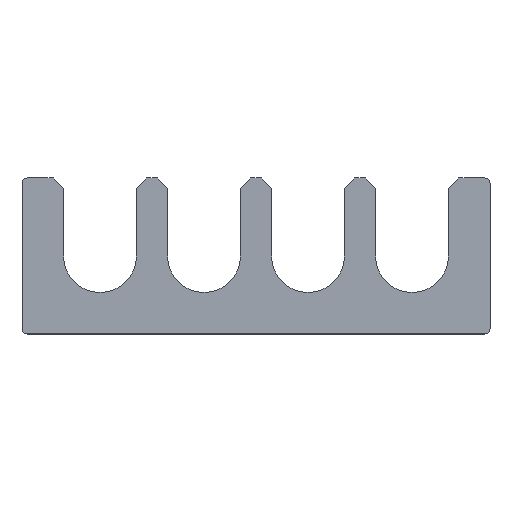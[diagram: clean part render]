
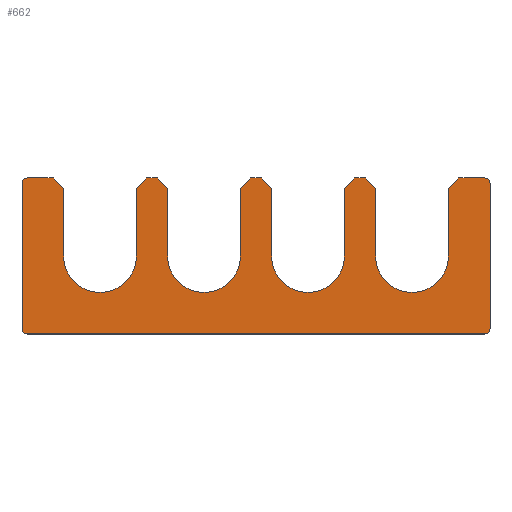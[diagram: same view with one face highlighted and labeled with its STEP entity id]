
A CAD part, top view. The second image highlights one B-rep face of the part: STEP entity #662.
In plain terms, the highlighted planar face has unit normal (0, 0, 1).
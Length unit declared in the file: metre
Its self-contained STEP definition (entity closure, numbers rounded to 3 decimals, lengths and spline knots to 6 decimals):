
#13=CIRCLE('',#695,0.0035);
#15=CIRCLE('',#701,0.0035);
#17=CIRCLE('',#707,0.0035);
#19=CIRCLE('',#713,0.0035);
#20=CIRCLE('',#718,0.0005);
#21=CIRCLE('',#719,0.0005);
#22=CIRCLE('',#720,0.0005);
#23=CIRCLE('',#721,0.0005);
#116=ORIENTED_EDGE('',*,*,#298,.F.);
#117=ORIENTED_EDGE('',*,*,#300,.T.);
#118=ORIENTED_EDGE('',*,*,#228,.F.);
#119=ORIENTED_EDGE('',*,*,#301,.T.);
#120=ORIENTED_EDGE('',*,*,#234,.T.);
#121=ORIENTED_EDGE('',*,*,#302,.T.);
#122=ORIENTED_EDGE('',*,*,#236,.T.);
#123=ORIENTED_EDGE('',*,*,#303,.T.);
#124=ORIENTED_EDGE('',*,*,#240,.F.);
#125=ORIENTED_EDGE('',*,*,#246,.T.);
#126=ORIENTED_EDGE('',*,*,#249,.T.);
#127=ORIENTED_EDGE('',*,*,#304,.T.);
#128=ORIENTED_EDGE('',*,*,#250,.F.);
#129=ORIENTED_EDGE('',*,*,#305,.T.);
#130=ORIENTED_EDGE('',*,*,#254,.F.);
#131=ORIENTED_EDGE('',*,*,#260,.T.);
#132=ORIENTED_EDGE('',*,*,#263,.T.);
#133=ORIENTED_EDGE('',*,*,#306,.T.);
#134=ORIENTED_EDGE('',*,*,#264,.T.);
#135=ORIENTED_EDGE('',*,*,#307,.T.);
#136=ORIENTED_EDGE('',*,*,#268,.F.);
#137=ORIENTED_EDGE('',*,*,#274,.F.);
#138=ORIENTED_EDGE('',*,*,#277,.T.);
#139=ORIENTED_EDGE('',*,*,#308,.T.);
#140=ORIENTED_EDGE('',*,*,#278,.T.);
#141=ORIENTED_EDGE('',*,*,#309,.T.);
#142=ORIENTED_EDGE('',*,*,#282,.F.);
#143=ORIENTED_EDGE('',*,*,#288,.F.);
#144=ORIENTED_EDGE('',*,*,#291,.T.);
#145=ORIENTED_EDGE('',*,*,#310,.T.);
#146=ORIENTED_EDGE('',*,*,#294,.T.);
#147=ORIENTED_EDGE('',*,*,#311,.T.);
#228=EDGE_CURVE('',#324,#325,#388,.T.);
#234=EDGE_CURVE('',#331,#330,#394,.T.);
#236=EDGE_CURVE('',#332,#333,#396,.T.);
#240=EDGE_CURVE('',#336,#337,#400,.T.);
#246=EDGE_CURVE('',#336,#341,#13,.T.);
#249=EDGE_CURVE('',#341,#343,#407,.T.);
#250=EDGE_CURVE('',#344,#345,#408,.T.);
#254=EDGE_CURVE('',#348,#349,#412,.T.);
#260=EDGE_CURVE('',#348,#353,#15,.T.);
#263=EDGE_CURVE('',#353,#355,#419,.T.);
#264=EDGE_CURVE('',#356,#357,#420,.T.);
#268=EDGE_CURVE('',#360,#361,#424,.T.);
#274=EDGE_CURVE('',#365,#360,#17,.T.);
#277=EDGE_CURVE('',#365,#367,#431,.T.);
#278=EDGE_CURVE('',#368,#369,#432,.T.);
#282=EDGE_CURVE('',#372,#373,#436,.T.);
#288=EDGE_CURVE('',#377,#372,#19,.T.);
#291=EDGE_CURVE('',#377,#379,#443,.T.);
#294=EDGE_CURVE('',#383,#382,#446,.T.);
#298=EDGE_CURVE('',#386,#387,#450,.T.);
#300=EDGE_CURVE('',#386,#325,#20,.T.);
#301=EDGE_CURVE('',#324,#331,#21,.T.);
#302=EDGE_CURVE('',#330,#332,#22,.T.);
#303=EDGE_CURVE('',#333,#337,#452,.T.);
#304=EDGE_CURVE('',#343,#345,#453,.T.);
#305=EDGE_CURVE('',#344,#349,#454,.F.);
#306=EDGE_CURVE('',#355,#356,#455,.F.);
#307=EDGE_CURVE('',#357,#361,#456,.T.);
#308=EDGE_CURVE('',#367,#368,#457,.F.);
#309=EDGE_CURVE('',#369,#373,#458,.T.);
#310=EDGE_CURVE('',#379,#383,#459,.F.);
#311=EDGE_CURVE('',#382,#387,#23,.T.);
#324=VERTEX_POINT('',#924);
#325=VERTEX_POINT('',#925);
#330=VERTEX_POINT('',#936);
#331=VERTEX_POINT('',#938);
#332=VERTEX_POINT('',#942);
#333=VERTEX_POINT('',#943);
#336=VERTEX_POINT('',#951);
#337=VERTEX_POINT('',#952);
#341=VERTEX_POINT('',#962);
#343=VERTEX_POINT('',#968);
#344=VERTEX_POINT('',#972);
#345=VERTEX_POINT('',#973);
#348=VERTEX_POINT('',#981);
#349=VERTEX_POINT('',#982);
#353=VERTEX_POINT('',#992);
#355=VERTEX_POINT('',#998);
#356=VERTEX_POINT('',#1002);
#357=VERTEX_POINT('',#1003);
#360=VERTEX_POINT('',#1011);
#361=VERTEX_POINT('',#1012);
#365=VERTEX_POINT('',#1022);
#367=VERTEX_POINT('',#1028);
#368=VERTEX_POINT('',#1032);
#369=VERTEX_POINT('',#1033);
#372=VERTEX_POINT('',#1041);
#373=VERTEX_POINT('',#1042);
#377=VERTEX_POINT('',#1052);
#379=VERTEX_POINT('',#1058);
#382=VERTEX_POINT('',#1065);
#383=VERTEX_POINT('',#1067);
#386=VERTEX_POINT('',#1074);
#387=VERTEX_POINT('',#1076);
#388=LINE('',#923,#468);
#394=LINE('',#937,#474);
#396=LINE('',#941,#476);
#400=LINE('',#950,#480);
#407=LINE('',#969,#487);
#408=LINE('',#971,#488);
#412=LINE('',#980,#492);
#419=LINE('',#999,#499);
#420=LINE('',#1001,#500);
#424=LINE('',#1010,#504);
#431=LINE('',#1029,#511);
#432=LINE('',#1031,#512);
#436=LINE('',#1040,#516);
#443=LINE('',#1059,#523);
#446=LINE('',#1066,#526);
#450=LINE('',#1075,#530);
#452=LINE('',#1082,#532);
#453=LINE('',#1083,#533);
#454=LINE('',#1084,#534);
#455=LINE('',#1085,#535);
#456=LINE('',#1086,#536);
#457=LINE('',#1087,#537);
#458=LINE('',#1088,#538);
#459=LINE('',#1089,#539);
#468=VECTOR('',#743,1.);
#474=VECTOR('',#751,1.);
#476=VECTOR('',#755,1.);
#480=VECTOR('',#761,1.);
#487=VECTOR('',#776,1.);
#488=VECTOR('',#779,1.);
#492=VECTOR('',#785,1.);
#499=VECTOR('',#800,1.);
#500=VECTOR('',#803,1.);
#504=VECTOR('',#809,1.);
#511=VECTOR('',#824,1.);
#512=VECTOR('',#827,1.);
#516=VECTOR('',#833,1.);
#523=VECTOR('',#848,1.);
#526=VECTOR('',#853,1.);
#530=VECTOR('',#859,1.);
#532=VECTOR('',#869,1.);
#533=VECTOR('',#870,1.);
#534=VECTOR('',#871,1.);
#535=VECTOR('',#872,1.);
#536=VECTOR('',#873,1.);
#537=VECTOR('',#874,1.);
#538=VECTOR('',#875,1.);
#539=VECTOR('',#876,1.);
#568=EDGE_LOOP('',(#116,#117,#118,#119,#120,#121,#122,#123,#124,#125,#126,
#127,#128,#129,#130,#131,#132,#133,#134,#135,#136,#137,#138,#139,#140,#141,
#142,#143,#144,#145,#146,#147));
#602=FACE_BOUND('',#568,.T.);
#632=PLANE('',#717);
#662=ADVANCED_FACE('',(#602),#632,.T.);
#695=AXIS2_PLACEMENT_3D('',#963,#770,#771);
#701=AXIS2_PLACEMENT_3D('',#993,#794,#795);
#707=AXIS2_PLACEMENT_3D('',#1023,#818,#819);
#713=AXIS2_PLACEMENT_3D('',#1053,#842,#843);
#717=AXIS2_PLACEMENT_3D('',#1078,#861,#862);
#718=AXIS2_PLACEMENT_3D('',#1079,#863,#864);
#719=AXIS2_PLACEMENT_3D('',#1080,#865,#866);
#720=AXIS2_PLACEMENT_3D('',#1081,#867,#868);
#721=AXIS2_PLACEMENT_3D('',#1090,#877,#878);
#743=DIRECTION('',(-1.,0.,0.));
#751=DIRECTION('',(0.,1.,0.));
#755=DIRECTION('',(-1.,0.,0.));
#761=DIRECTION('',(0.,1.,0.));
#770=DIRECTION('',(0.,0.,-1.));
#771=DIRECTION('',(1.,0.,0.));
#776=DIRECTION('',(0.,1.,0.));
#779=DIRECTION('',(1.,0.,0.));
#785=DIRECTION('',(0.,1.,0.));
#794=DIRECTION('',(0.,0.,-1.));
#795=DIRECTION('',(1.,0.,0.));
#800=DIRECTION('',(0.,1.,0.));
#803=DIRECTION('',(-1.,0.,0.));
#809=DIRECTION('',(0.,1.,0.));
#818=DIRECTION('',(0.,0.,1.));
#819=DIRECTION('',(1.,0.,0.));
#824=DIRECTION('',(0.,1.,0.));
#827=DIRECTION('',(-1.,0.,0.));
#833=DIRECTION('',(0.,1.,0.));
#842=DIRECTION('',(0.,0.,1.));
#843=DIRECTION('',(1.,0.,0.));
#848=DIRECTION('',(0.,1.,0.));
#853=DIRECTION('',(-1.,0.,0.));
#859=DIRECTION('',(0.,1.,0.));
#861=DIRECTION('',(0.,0.,1.));
#862=DIRECTION('',(1.,0.,0.));
#863=DIRECTION('',(0.,0.,1.));
#864=DIRECTION('',(1.,0.,0.));
#865=DIRECTION('',(0.,0.,1.));
#866=DIRECTION('',(1.,0.,0.));
#867=DIRECTION('',(0.,0.,1.));
#868=DIRECTION('',(1.,0.,0.));
#869=DIRECTION('',(-0.707,-0.707,0.));
#870=DIRECTION('',(-0.707,0.707,0.));
#871=DIRECTION('',(0.707,0.707,0.));
#872=DIRECTION('',(0.707,-0.707,0.));
#873=DIRECTION('',(-0.707,-0.707,0.));
#874=DIRECTION('',(0.707,-0.707,0.));
#875=DIRECTION('',(-0.707,-0.707,0.));
#876=DIRECTION('',(0.707,-0.707,0.));
#877=DIRECTION('',(0.,0.,1.));
#878=DIRECTION('',(1.,0.,0.));
#923=CARTESIAN_POINT('',(0.,-0.0075,0.00025));
#924=CARTESIAN_POINT('',(0.022,-0.0075,0.00025));
#925=CARTESIAN_POINT('',(-0.022,-0.0075,0.00025));
#936=CARTESIAN_POINT('',(0.0225,0.007,0.00025));
#937=CARTESIAN_POINT('',(0.0225,0.,0.00025));
#938=CARTESIAN_POINT('',(0.0225,-0.007,0.00025));
#941=CARTESIAN_POINT('',(0.0205,0.0075,0.00025));
#942=CARTESIAN_POINT('',(0.022,0.0075,0.00025));
#943=CARTESIAN_POINT('',(0.0195,0.0075,0.00025));
#950=CARTESIAN_POINT('',(0.0185,0.00375,0.00025));
#951=CARTESIAN_POINT('',(0.0185,0.,0.00025));
#952=CARTESIAN_POINT('',(0.0185,0.0065,0.00025));
#962=CARTESIAN_POINT('',(0.0115,0.,0.00025));
#963=CARTESIAN_POINT('',(0.015,0.,0.00025));
#968=CARTESIAN_POINT('',(0.0115,0.0065,0.00025));
#969=CARTESIAN_POINT('',(0.0115,0.00375,0.00025));
#971=CARTESIAN_POINT('',(0.01,0.0075,0.00025));
#972=CARTESIAN_POINT('',(0.0095,0.0075,0.00025));
#973=CARTESIAN_POINT('',(0.0105,0.0075,0.00025));
#980=CARTESIAN_POINT('',(0.0085,0.00375,0.00025));
#981=CARTESIAN_POINT('',(0.0085,0.,0.00025));
#982=CARTESIAN_POINT('',(0.0085,0.0065,0.00025));
#992=CARTESIAN_POINT('',(0.0015,0.,0.00025));
#993=CARTESIAN_POINT('',(0.005,0.,0.00025));
#998=CARTESIAN_POINT('',(0.0015,0.0065,0.00025));
#999=CARTESIAN_POINT('',(0.0015,0.00375,0.00025));
#1001=CARTESIAN_POINT('',(0.,0.0075,0.00025));
#1002=CARTESIAN_POINT('',(0.0005,0.0075,0.00025));
#1003=CARTESIAN_POINT('',(-0.0005,0.0075,0.00025));
#1010=CARTESIAN_POINT('',(-0.0015,0.00375,0.00025));
#1011=CARTESIAN_POINT('',(-0.0015,0.,0.00025));
#1012=CARTESIAN_POINT('',(-0.0015,0.0065,0.00025));
#1022=CARTESIAN_POINT('',(-0.0085,0.,0.00025));
#1023=CARTESIAN_POINT('',(-0.005,0.,0.00025));
#1028=CARTESIAN_POINT('',(-0.0085,0.0065,0.00025));
#1029=CARTESIAN_POINT('',(-0.0085,0.00375,0.00025));
#1031=CARTESIAN_POINT('',(-0.01,0.0075,0.00025));
#1032=CARTESIAN_POINT('',(-0.0095,0.0075,0.00025));
#1033=CARTESIAN_POINT('',(-0.0105,0.0075,0.00025));
#1040=CARTESIAN_POINT('',(-0.0115,0.00375,0.00025));
#1041=CARTESIAN_POINT('',(-0.0115,0.,0.00025));
#1042=CARTESIAN_POINT('',(-0.0115,0.0065,0.00025));
#1052=CARTESIAN_POINT('',(-0.0185,0.,0.00025));
#1053=CARTESIAN_POINT('',(-0.015,0.,0.00025));
#1058=CARTESIAN_POINT('',(-0.0185,0.0065,0.00025));
#1059=CARTESIAN_POINT('',(-0.0185,0.00375,0.00025));
#1065=CARTESIAN_POINT('',(-0.022,0.0075,0.00025));
#1066=CARTESIAN_POINT('',(-0.0205,0.0075,0.00025));
#1067=CARTESIAN_POINT('',(-0.0195,0.0075,0.00025));
#1074=CARTESIAN_POINT('',(-0.0225,-0.007,0.00025));
#1075=CARTESIAN_POINT('',(-0.0225,0.,0.00025));
#1076=CARTESIAN_POINT('',(-0.0225,0.007,0.00025));
#1078=CARTESIAN_POINT('',(0.,0.,0.00025));
#1079=CARTESIAN_POINT('',(-0.022,-0.007,0.00025));
#1080=CARTESIAN_POINT('',(0.022,-0.007,0.00025));
#1081=CARTESIAN_POINT('',(0.022,0.007,0.00025));
#1082=CARTESIAN_POINT('',(0.006,-0.006,0.00025));
#1083=CARTESIAN_POINT('',(0.009,0.009,0.00025));
#1084=CARTESIAN_POINT('',(0.001,-0.001,0.00025));
#1085=CARTESIAN_POINT('',(0.004,0.004,0.00025));
#1086=CARTESIAN_POINT('',(-0.004,0.004,0.00025));
#1087=CARTESIAN_POINT('',(-0.001,-0.001,0.00025));
#1088=CARTESIAN_POINT('',(-0.009,0.009,0.00025));
#1089=CARTESIAN_POINT('',(-0.006,-0.006,0.00025));
#1090=CARTESIAN_POINT('',(-0.022,0.007,0.00025));
